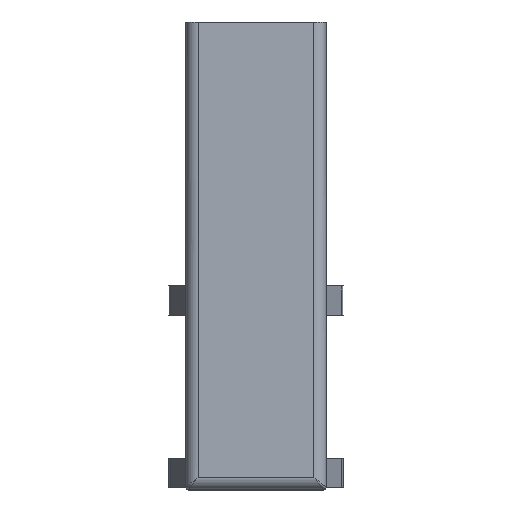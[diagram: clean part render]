
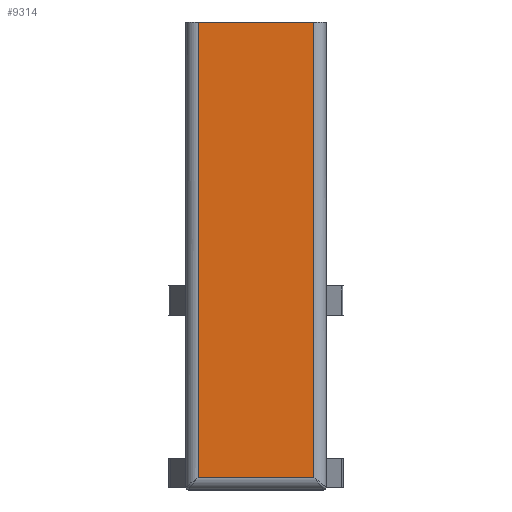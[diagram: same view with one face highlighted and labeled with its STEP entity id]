
A CAD part, top view. The second image highlights one B-rep face of the part: STEP entity #9314.
In plain terms, the highlighted planar face has unit normal (0, 0, 1).
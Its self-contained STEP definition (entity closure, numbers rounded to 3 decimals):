
#22 = CARTESIAN_POINT ( 'NONE',  ( 2.35, -7.2, 13.1 ) ) ;
#3499 = AXIS2_PLACEMENT_3D ( 'NONE', #28003, #19216, #29044 ) ;
#3719 = EDGE_CURVE ( 'NONE', #8577, #16067, #14024, .T. ) ;
#3889 = DIRECTION ( 'NONE',  ( 0., 1., 0. ) ) ;
#4850 = PLANE ( 'NONE',  #3499 ) ;
#5697 = VECTOR ( 'NONE', #6887, 1000. ) ;
#6810 = VERTEX_POINT ( 'NONE', #17087 ) ;
#6887 = DIRECTION ( 'NONE',  ( -1., 0., 0. ) ) ;
#7102 = FACE_OUTER_BOUND ( 'NONE', #28007, .T. ) ;
#7481 = CARTESIAN_POINT ( 'NONE',  ( -2.85, 11.3, 13.1 ) ) ;
#7635 = ORIENTED_EDGE ( 'NONE', *, *, #9927, .T. ) ;
#8364 = CARTESIAN_POINT ( 'NONE',  ( 2.35, 11.3, 13.1 ) ) ;
#8577 = VERTEX_POINT ( 'NONE', #19211 ) ;
#9274 = LINE ( 'NONE', #7481, #5697 ) ;
#9314 = ADVANCED_FACE ( 'NONE', ( #7102 ), #4850, .T. ) ;
#9860 = VECTOR ( 'NONE', #3889, 1000. ) ;
#9927 = EDGE_CURVE ( 'NONE', #22823, #6810, #9274, .T. ) ;
#12529 = DIRECTION ( 'NONE',  ( 0., -1., 0. ) ) ;
#14024 = LINE ( 'NONE', #21135, #14891 ) ;
#14550 = ORIENTED_EDGE ( 'NONE', *, *, #3719, .T. ) ;
#14891 = VECTOR ( 'NONE', #23276, 1000. ) ;
#16067 = VERTEX_POINT ( 'NONE', #22 ) ;
#16488 = VECTOR ( 'NONE', #12529, 1000. ) ;
#16673 = CARTESIAN_POINT ( 'NONE',  ( 2.35, 11.3, 13.1 ) ) ;
#17087 = CARTESIAN_POINT ( 'NONE',  ( -2.35, 11.3, 13.1 ) ) ;
#17497 = LINE ( 'NONE', #8364, #9860 ) ;
#17858 = ORIENTED_EDGE ( 'NONE', *, *, #24223, .T. ) ;
#19211 = CARTESIAN_POINT ( 'NONE',  ( -2.35, -7.2, 13.1 ) ) ;
#19216 = DIRECTION ( 'NONE',  ( 0., 0., 1. ) ) ;
#21135 = CARTESIAN_POINT ( 'NONE',  ( 2.75, -7.2, 13.1 ) ) ;
#22823 = VERTEX_POINT ( 'NONE', #16673 ) ;
#23276 = DIRECTION ( 'NONE',  ( 1., 0., 0. ) ) ;
#24223 = EDGE_CURVE ( 'NONE', #16067, #22823, #17497, .T. ) ;
#24650 = ORIENTED_EDGE ( 'NONE', *, *, #27525, .T. ) ;
#27525 = EDGE_CURVE ( 'NONE', #6810, #8577, #29049, .T. ) ;
#28003 = CARTESIAN_POINT ( 'NONE',  ( -2.75, -7.6, 13.1 ) ) ;
#28007 = EDGE_LOOP ( 'NONE', ( #7635, #24650, #14550, #17858 ) ) ;
#29044 = DIRECTION ( 'NONE',  ( 1., 0., 0. ) ) ;
#29049 = LINE ( 'NONE', #29208, #16488 ) ;
#29208 = CARTESIAN_POINT ( 'NONE',  ( -2.35, -7.6, 13.1 ) ) ;
